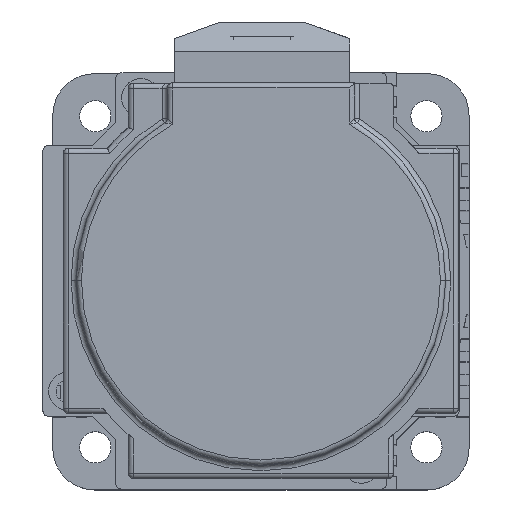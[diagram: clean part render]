
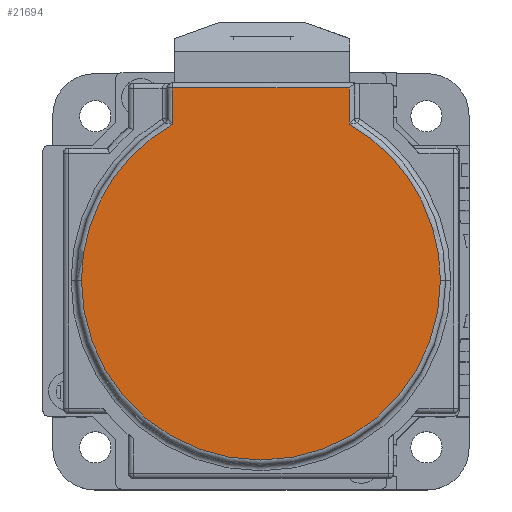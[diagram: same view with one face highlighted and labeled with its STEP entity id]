
A CAD part, top view. The second image highlights one B-rep face of the part: STEP entity #21694.
In plain terms, the highlighted planar face has unit normal (0, 0, 1).
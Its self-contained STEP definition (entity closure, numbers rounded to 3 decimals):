
#629 = CARTESIAN_POINT ( 'NONE',  ( 0., 0., 41.5 ) ) ;
#812 = VERTEX_POINT ( 'NONE', #17538 ) ;
#871 = B_SPLINE_CURVE_WITH_KNOTS ( 'NONE', 3,
 ( #6948, #6866, #24017, #11199 ),
 .UNSPECIFIED., .F., .F.,
 ( 4, 4 ),
 ( 0., 1. ),
 .UNSPECIFIED. ) ;
#1286 = EDGE_CURVE ( 'NONE', #2358, #23955, #17523, .T. ) ;
#1386 = LINE ( 'NONE', #4051, #11333 ) ;
#2081 = EDGE_CURVE ( 'NONE', #812, #2358, #10106, .T. ) ;
#2358 = VERTEX_POINT ( 'NONE', #9619 ) ;
#2619 = CARTESIAN_POINT ( 'NONE',  ( 0., 0., 41.5 ) ) ;
#2770 = DIRECTION ( 'NONE',  ( 1., 0., 0. ) ) ;
#3676 = CARTESIAN_POINT ( 'NONE',  ( 17., 30.021, 41.5 ) ) ;
#4051 = CARTESIAN_POINT ( 'NONE',  ( 0., 37., 41.5 ) ) ;
#4771 = DIRECTION ( 'NONE',  ( 1., 0., 0. ) ) ;
#5288 = AXIS2_PLACEMENT_3D ( 'NONE', #629, #15519, #2770 ) ;
#5495 = VERTEX_POINT ( 'NONE', #9480 ) ;
#5697 = ORIENTED_EDGE ( 'NONE', *, *, #1286, .T. ) ;
#6171 = DIRECTION ( 'NONE',  ( -1., 0., 0. ) ) ;
#6610 = VERTEX_POINT ( 'NONE', #15968 ) ;
#6866 = CARTESIAN_POINT ( 'NONE',  ( 17., 33.11, 41.5 ) ) ;
#6888 = VERTEX_POINT ( 'NONE', #17152 ) ;
#6935 = CARTESIAN_POINT ( 'NONE',  ( 0., 0., 41.5 ) ) ;
#6948 = CARTESIAN_POINT ( 'NONE',  ( 17., 31.165, 41.5 ) ) ;
#7019 = PLANE ( 'NONE',  #24061 ) ;
#8527 = LINE ( 'NONE', #22655, #18540 ) ;
#9020 = EDGE_CURVE ( 'NONE', #23955, #5495, #16007, .T. ) ;
#9480 = CARTESIAN_POINT ( 'NONE',  ( 34.5, 0., 41.5 ) ) ;
#9559 = DIRECTION ( 'NONE',  ( 0., 0., 1. ) ) ;
#9619 = CARTESIAN_POINT ( 'NONE',  ( -17., 30.021, 41.5 ) ) ;
#9852 = DIRECTION ( 'NONE',  ( 0., 1., 0. ) ) ;
#10106 = LINE ( 'NONE', #23646, #20801 ) ;
#11199 = CARTESIAN_POINT ( 'NONE',  ( 17., 37., 41.5 ) ) ;
#11265 = AXIS2_PLACEMENT_3D ( 'NONE', #22367, #9559, #24514 ) ;
#11333 = VECTOR ( 'NONE', #6171, 1000. ) ;
#13266 = EDGE_CURVE ( 'NONE', #16884, #6888, #8527, .T. ) ;
#13434 = DIRECTION ( 'NONE',  ( 1., 0., 0. ) ) ;
#14386 = ORIENTED_EDGE ( 'NONE', *, *, #18135, .T. ) ;
#15393 = ORIENTED_EDGE ( 'NONE', *, *, #9020, .T. ) ;
#15519 = DIRECTION ( 'NONE',  ( 0., 0., 1. ) ) ;
#15968 = CARTESIAN_POINT ( 'NONE',  ( 17., 37., 41.5 ) ) ;
#16007 = CIRCLE ( 'NONE', #5288, 34.5 ) ;
#16375 = FACE_OUTER_BOUND ( 'NONE', #25969, .T. ) ;
#16884 = VERTEX_POINT ( 'NONE', #3676 ) ;
#17003 = EDGE_CURVE ( 'NONE', #6610, #812, #1386, .T. ) ;
#17152 = CARTESIAN_POINT ( 'NONE',  ( 17., 31.165, 41.5 ) ) ;
#17513 = DIRECTION ( 'NONE',  ( 0., 0., 1. ) ) ;
#17523 = CIRCLE ( 'NONE', #26492, 34.5 ) ;
#17538 = CARTESIAN_POINT ( 'NONE',  ( -17., 37., 41.5 ) ) ;
#18066 = CARTESIAN_POINT ( 'NONE',  ( -34.5, 0., 41.5 ) ) ;
#18135 = EDGE_CURVE ( 'NONE', #6888, #6610, #871, .T. ) ;
#18198 = ORIENTED_EDGE ( 'NONE', *, *, #17003, .T. ) ;
#18540 = VECTOR ( 'NONE', #9852, 1000. ) ;
#18902 = ORIENTED_EDGE ( 'NONE', *, *, #2081, .T. ) ;
#19328 = EDGE_CURVE ( 'NONE', #5495, #16884, #25255, .T. ) ;
#19337 = ORIENTED_EDGE ( 'NONE', *, *, #19328, .T. ) ;
#20801 = VECTOR ( 'NONE', #25780, 1000. ) ;
#21694 = ADVANCED_FACE ( 'NONE', ( #16375 ), #7019, .T. ) ;
#22367 = CARTESIAN_POINT ( 'NONE',  ( 0., 0., 41.5 ) ) ;
#22655 = CARTESIAN_POINT ( 'NONE',  ( 17., 30.021, 41.5 ) ) ;
#23646 = CARTESIAN_POINT ( 'NONE',  ( -17., 38., 41.5 ) ) ;
#23955 = VERTEX_POINT ( 'NONE', #18066 ) ;
#24017 = CARTESIAN_POINT ( 'NONE',  ( 17., 35.055, 41.5 ) ) ;
#24061 = AXIS2_PLACEMENT_3D ( 'NONE', #6935, #26208, #13434 ) ;
#24514 = DIRECTION ( 'NONE',  ( 1., 0., 0. ) ) ;
#25255 = CIRCLE ( 'NONE', #11265, 34.5 ) ;
#25780 = DIRECTION ( 'NONE',  ( 0., -1., 0. ) ) ;
#25969 = EDGE_LOOP ( 'NONE', ( #18198, #18902, #5697, #15393, #19337, #26393, #14386 ) ) ;
#26208 = DIRECTION ( 'NONE',  ( 0., 0., 1. ) ) ;
#26393 = ORIENTED_EDGE ( 'NONE', *, *, #13266, .T. ) ;
#26492 = AXIS2_PLACEMENT_3D ( 'NONE', #2619, #17513, #4771 ) ;
